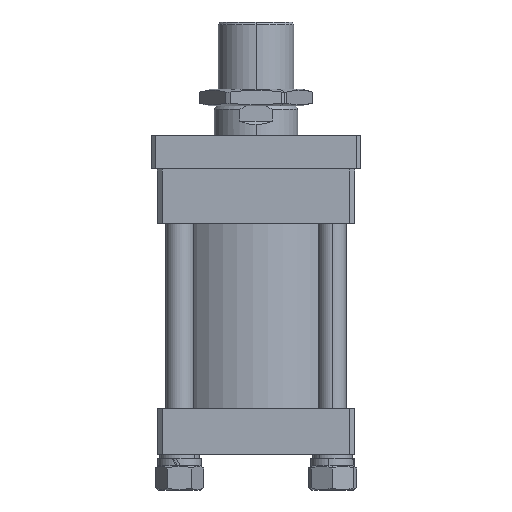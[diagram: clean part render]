
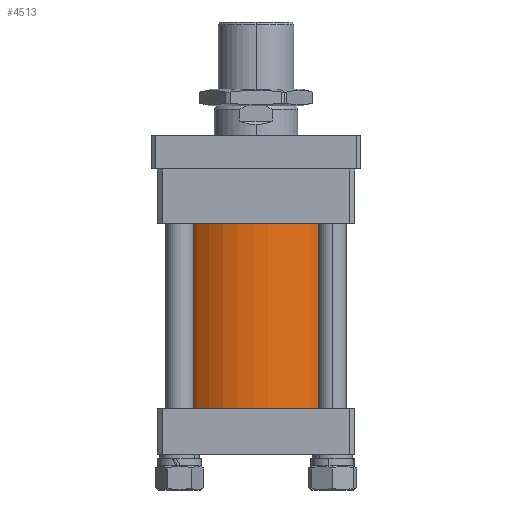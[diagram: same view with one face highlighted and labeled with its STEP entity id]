
A CAD part, front view. The second image highlights one B-rep face of the part: STEP entity #4513.
In plain terms, the highlighted cylindrical face has radius 105 mm (diameter 210 mm), a partial arc.
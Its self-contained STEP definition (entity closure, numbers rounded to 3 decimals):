
#519 = DIRECTION ( 'NONE',  ( 0., 0., -1. ) ) ;
#523 = CARTESIAN_POINT ( 'NONE',  ( -105., 0., 110. ) ) ;
#887 = CYLINDRICAL_SURFACE ( 'NONE', #1371, 105. ) ;
#889 = FACE_OUTER_BOUND ( 'NONE', #2359, .T. ) ;
#1371 = AXIS2_PLACEMENT_3D ( 'NONE', #2898, #2894, #2832 ) ;
#2059 = VERTEX_POINT ( 'NONE', #3194 ) ;
#2289 = VERTEX_POINT ( 'NONE', #3105 ) ;
#2331 = VERTEX_POINT ( 'NONE', #3046 ) ;
#2359 = EDGE_LOOP ( 'NONE', ( #7535, #7539, #7389, #7402 ) ) ;
#2401 = VERTEX_POINT ( 'NONE', #3955 ) ;
#2832 = DIRECTION ( 'NONE',  ( -1., 0., 0. ) ) ;
#2894 = DIRECTION ( 'NONE',  ( 0., 0., -1. ) ) ;
#2898 = CARTESIAN_POINT ( 'NONE',  ( 0., 0., 110. ) ) ;
#3046 = CARTESIAN_POINT ( 'NONE',  ( -105., 0., 110. ) ) ;
#3105 = CARTESIAN_POINT ( 'NONE',  ( 105., 0., 110. ) ) ;
#3194 = CARTESIAN_POINT ( 'NONE',  ( -105., 0., -110. ) ) ;
#3955 = CARTESIAN_POINT ( 'NONE',  ( 105., 0., -110. ) ) ;
#4513 = ADVANCED_FACE ( 'NONE', ( #889 ), #887, .T. ) ;
#4706 = EDGE_CURVE ( 'NONE', #2059, #2401, #6563, .T. ) ;
#4782 = EDGE_CURVE ( 'NONE', #2331, #2289, #6469, .T. ) ;
#4819 = EDGE_CURVE ( 'NONE', #2289, #2401, #6420, .T. ) ;
#4827 = EDGE_CURVE ( 'NONE', #2331, #2059, #6417, .T. ) ;
#4916 = AXIS2_PLACEMENT_3D ( 'NONE', #6127, #6126, #6125 ) ;
#4949 = AXIS2_PLACEMENT_3D ( 'NONE', #6690, #6689, #6687 ) ;
#6018 = DIRECTION ( 'NONE',  ( 0., 0., -1. ) ) ;
#6025 = CARTESIAN_POINT ( 'NONE',  ( 105., 0., 110. ) ) ;
#6125 = DIRECTION ( 'NONE',  ( 1., 0., 0. ) ) ;
#6126 = DIRECTION ( 'NONE',  ( 0., 0., 1. ) ) ;
#6127 = CARTESIAN_POINT ( 'NONE',  ( 0., 0., 110. ) ) ;
#6405 = VECTOR ( 'NONE', #519, 1000. ) ;
#6415 = VECTOR ( 'NONE', #6018, 1000. ) ;
#6417 = LINE ( 'NONE', #523, #6405 ) ;
#6420 = LINE ( 'NONE', #6025, #6415 ) ;
#6469 = CIRCLE ( 'NONE', #4916, 105. ) ;
#6563 = CIRCLE ( 'NONE', #4949, 105. ) ;
#6687 = DIRECTION ( 'NONE',  ( 1., 0., 0. ) ) ;
#6689 = DIRECTION ( 'NONE',  ( 0., 0., 1. ) ) ;
#6690 = CARTESIAN_POINT ( 'NONE',  ( 0., 0., -110. ) ) ;
#7389 = ORIENTED_EDGE ( 'NONE', *, *, #4827, .T. ) ;
#7402 = ORIENTED_EDGE ( 'NONE', *, *, #4706, .T. ) ;
#7535 = ORIENTED_EDGE ( 'NONE', *, *, #4819, .F. ) ;
#7539 = ORIENTED_EDGE ( 'NONE', *, *, #4782, .F. ) ;
